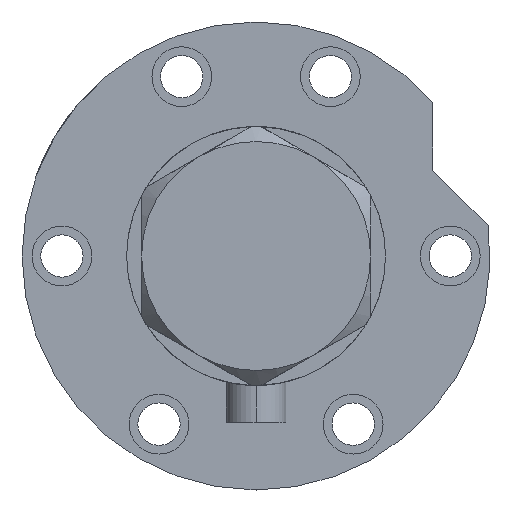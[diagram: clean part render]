
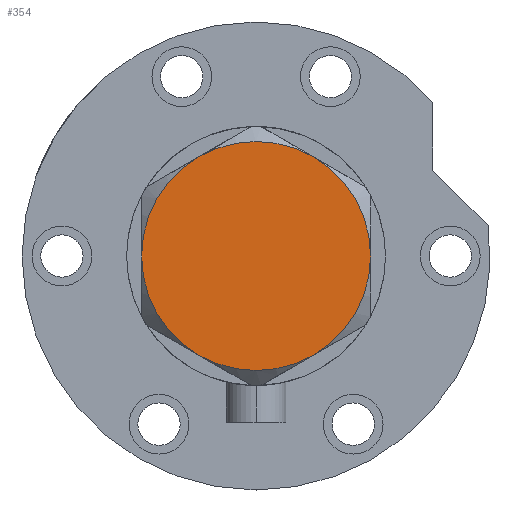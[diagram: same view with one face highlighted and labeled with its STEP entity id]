
A CAD part, left-side view. The second image highlights one B-rep face of the part: STEP entity #354.
In plain terms, the highlighted face is planar.
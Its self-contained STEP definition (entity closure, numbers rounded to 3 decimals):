
#17 = AXIS2_PLACEMENT_3D ( 'NONE', #1341, #2797, #5935 ) ;
#22 = CIRCLE ( 'NONE', #17, 23. ) ;
#209 = ORIENTED_EDGE ( 'NONE', *, *, #3924, .T. ) ;
#256 = VERTEX_POINT ( 'NONE', #5167 ) ;
#270 = EDGE_LOOP ( 'NONE', ( #5639, #1421, #4254, #209, #478, #6445 ) ) ;
#354 = ADVANCED_FACE ( 'NONE', ( #4152 ), #1645, .T. ) ;
#361 = CARTESIAN_POINT ( 'NONE',  ( 11.5, -19.919, 9. ) ) ;
#367 = DIRECTION ( 'NONE',  ( 0., 0., 1. ) ) ;
#409 = DIRECTION ( 'NONE',  ( 1., 0., 0. ) ) ;
#478 = ORIENTED_EDGE ( 'NONE', *, *, #2721, .T. ) ;
#510 = AXIS2_PLACEMENT_3D ( 'NONE', #2398, #1985, #409 ) ;
#511 = DIRECTION ( 'NONE',  ( 0., 0., 1. ) ) ;
#596 = EDGE_CURVE ( 'NONE', #2263, #5457, #5349, .T. ) ;
#643 = DIRECTION ( 'NONE',  ( 1., 0., 0. ) ) ;
#702 = EDGE_CURVE ( 'NONE', #4376, #4369, #3767, .T. ) ;
#1281 = AXIS2_PLACEMENT_3D ( 'NONE', #2350, #367, #1317 ) ;
#1317 = DIRECTION ( 'NONE',  ( 1., 0., 0. ) ) ;
#1341 = CARTESIAN_POINT ( 'NONE',  ( 0., 0., 9. ) ) ;
#1380 = VERTEX_POINT ( 'NONE', #4372 ) ;
#1421 = ORIENTED_EDGE ( 'NONE', *, *, #5366, .T. ) ;
#1645 = PLANE ( 'NONE',  #6492 ) ;
#1707 = CARTESIAN_POINT ( 'NONE',  ( 0., 0., 9. ) ) ;
#1985 = DIRECTION ( 'NONE',  ( 0., 0., 1. ) ) ;
#2053 = CARTESIAN_POINT ( 'NONE',  ( 0., 0., 9. ) ) ;
#2188 = AXIS2_PLACEMENT_3D ( 'NONE', #3051, #511, #5017 ) ;
#2254 = DIRECTION ( 'NONE',  ( 0., 0., 1. ) ) ;
#2263 = VERTEX_POINT ( 'NONE', #4081 ) ;
#2286 = CARTESIAN_POINT ( 'NONE',  ( 0., 0., 9. ) ) ;
#2350 = CARTESIAN_POINT ( 'NONE',  ( 0., 0., 9. ) ) ;
#2398 = CARTESIAN_POINT ( 'NONE',  ( 0., 0., 9. ) ) ;
#2721 = EDGE_CURVE ( 'NONE', #1380, #4376, #5455, .T. ) ;
#2797 = DIRECTION ( 'NONE',  ( 0., 0., 1. ) ) ;
#3051 = CARTESIAN_POINT ( 'NONE',  ( 0., 0., 9. ) ) ;
#3767 = CIRCLE ( 'NONE', #4920, 23. ) ;
#3815 = CARTESIAN_POINT ( 'NONE',  ( -11.5, -19.919, 9. ) ) ;
#3924 = EDGE_CURVE ( 'NONE', #5457, #1380, #5669, .T. ) ;
#4081 = CARTESIAN_POINT ( 'NONE',  ( 11.5, 19.919, 9. ) ) ;
#4152 = FACE_OUTER_BOUND ( 'NONE', #270, .T. ) ;
#4209 = DIRECTION ( 'NONE',  ( 0., 0., 1. ) ) ;
#4254 = ORIENTED_EDGE ( 'NONE', *, *, #596, .T. ) ;
#4369 = VERTEX_POINT ( 'NONE', #361 ) ;
#4372 = CARTESIAN_POINT ( 'NONE',  ( -23., 0., 9. ) ) ;
#4376 = VERTEX_POINT ( 'NONE', #3815 ) ;
#4525 = DIRECTION ( 'NONE',  ( 0., 0., 1. ) ) ;
#4920 = AXIS2_PLACEMENT_3D ( 'NONE', #1707, #4209, #643 ) ;
#5017 = DIRECTION ( 'NONE',  ( 1., 0., 0. ) ) ;
#5167 = CARTESIAN_POINT ( 'NONE',  ( 23., 0., 9. ) ) ;
#5349 = CIRCLE ( 'NONE', #2188, 23. ) ;
#5366 = EDGE_CURVE ( 'NONE', #256, #2263, #22, .T. ) ;
#5455 = CIRCLE ( 'NONE', #510, 23. ) ;
#5457 = VERTEX_POINT ( 'NONE', #6306 ) ;
#5500 = DIRECTION ( 'NONE',  ( 1., 0., 0. ) ) ;
#5577 = EDGE_CURVE ( 'NONE', #4369, #256, #5804, .T. ) ;
#5582 = AXIS2_PLACEMENT_3D ( 'NONE', #2053, #4525, #5500 ) ;
#5639 = ORIENTED_EDGE ( 'NONE', *, *, #5577, .T. ) ;
#5647 = DIRECTION ( 'NONE',  ( 1., 0., 0. ) ) ;
#5669 = CIRCLE ( 'NONE', #1281, 23. ) ;
#5804 = CIRCLE ( 'NONE', #5582, 23. ) ;
#5935 = DIRECTION ( 'NONE',  ( 1., 0., 0. ) ) ;
#6306 = CARTESIAN_POINT ( 'NONE',  ( -11.5, 19.919, 9. ) ) ;
#6445 = ORIENTED_EDGE ( 'NONE', *, *, #702, .T. ) ;
#6492 = AXIS2_PLACEMENT_3D ( 'NONE', #2286, #2254, #5647 ) ;
